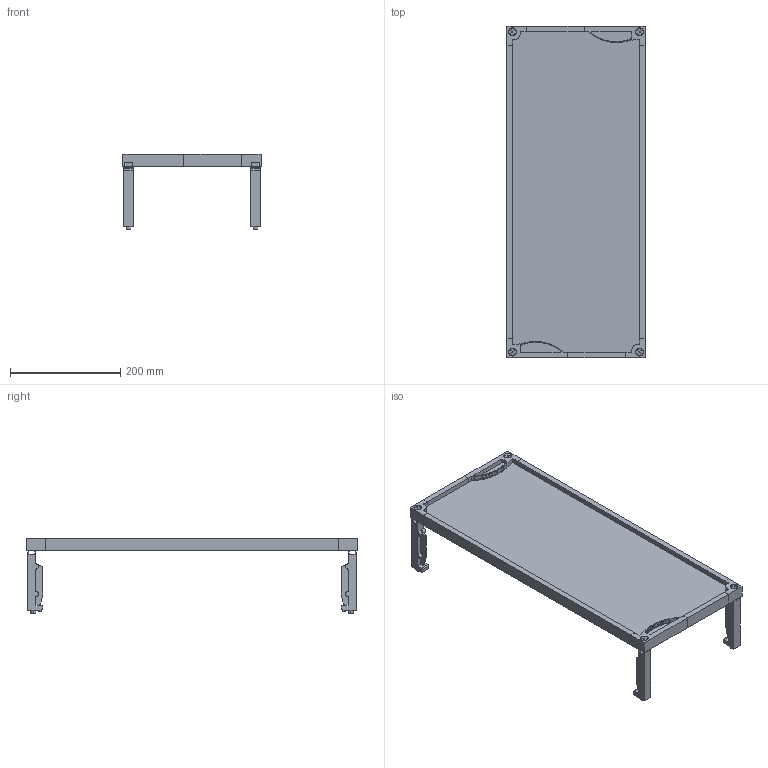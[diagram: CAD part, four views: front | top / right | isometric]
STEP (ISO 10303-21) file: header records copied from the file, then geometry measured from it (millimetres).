
FILE_DESCRIPTION(('STEP AP214'),'1');
FILE_NAME('cctmp_C382BDEE-DE68-4FDE-97EE-48D343B048E8_2023_07_22_14_14_00_0228..stp','2023-07-22T12:14:00',('SIEMENS A&D'),('CADClick - www.CADClick.com'),'Spatial InterOp 3D postprocessed',' ','unknown authorization');
FILE_SCHEMA(('AUTOMOTIVE_DESIGN'));
Length unit declared in the file: millimetre
Products named in the file (11): cc_unnamed; 2023_07_22_14_14_00_0190; 2023_07_22_14_14_00_0186; 2023_07_22_14_14_00_0182; 2023_07_22_14_14_00_0178; 2023_07_22_14_14_00_0175; 2023_07_22_14_14_00_0171; 2023_07_22_14_14_00_0167; 2023_07_22_14_14_00_0163; 2023_07_22_14_14_00_0159; 2023_07_22_14_14_00_0155
Assembly tree (10 placements, depth 2):
  cc_unnamed
    2023_07_22_14_14_00_0190
    2023_07_22_14_14_00_0186
    2023_07_22_14_14_00_0182
    2023_07_22_14_14_00_0178
    2023_07_22_14_14_00_0175
    2023_07_22_14_14_00_0171
    2023_07_22_14_14_00_0167
    2023_07_22_14_14_00_0163
    2023_07_22_14_14_00_0159
    2023_07_22_14_14_00_0155
Bounding box: 250 x 600 x 137.23 mm (x, y, z)
Volume: 824737.8 mm3; surface area: 479798.7 mm2
Topology: 10 solids, 10 shells, 730 faces, 1974 edges, 1300 vertices
Faces by surface type: plane 542, cylinder 164, torus 16, cone 8
Entity records: 25285 total; most frequent: CARTESIAN_POINT 4103, ORIENTED_EDGE 3948, DIRECTION 3800, EDGE_CURVE 1974, LINE 1582, VECTOR 1582, VERTEX_POINT 1300, AXIS2_PLACEMENT_3D 1109
